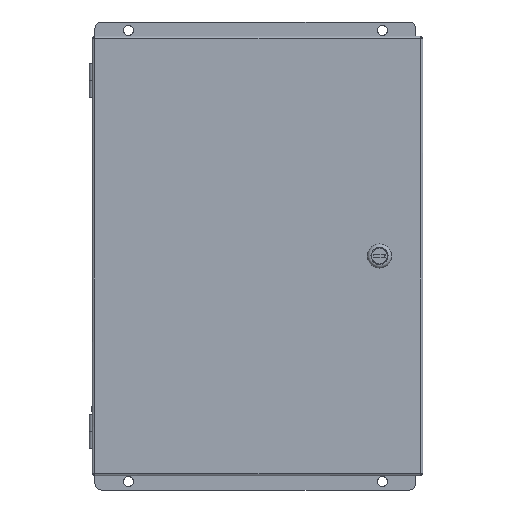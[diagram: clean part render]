
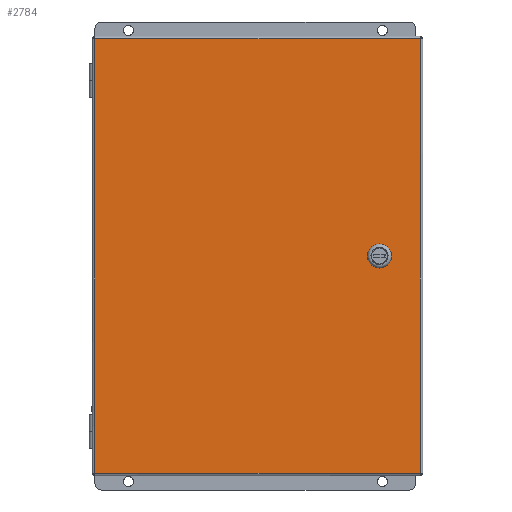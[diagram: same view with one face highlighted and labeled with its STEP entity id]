
A CAD part, front view. The second image highlights one B-rep face of the part: STEP entity #2784.
In plain terms, the highlighted planar face has unit normal (0, -1, 0).
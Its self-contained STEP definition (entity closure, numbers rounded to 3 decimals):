
#2784 = ADVANCED_FACE( '', ( #5992, #5993 ), #5994, .T. );
#5992 = FACE_BOUND( '', #23611, .T. );
#5993 = FACE_OUTER_BOUND( '', #23612, .T. );
#5994 = PLANE( '', #23613 );
#23611 = EDGE_LOOP( '', ( #44807, #44808, #44809, #44810 ) );
#23612 = EDGE_LOOP( '', ( #44811, #44812, #44813, #44814 ) );
#23613 = AXIS2_PLACEMENT_3D( '', #44815, #44816, #44817 );
#44807 = ORIENTED_EDGE( '', *, *, #52083, .F. );
#44808 = ORIENTED_EDGE( '', *, *, #52300, .F. );
#44809 = ORIENTED_EDGE( '', *, *, #53848, .F. );
#44810 = ORIENTED_EDGE( '', *, *, #52407, .F. );
#44811 = ORIENTED_EDGE( '', *, *, #53849, .T. );
#44812 = ORIENTED_EDGE( '', *, *, #53850, .F. );
#44813 = ORIENTED_EDGE( '', *, *, #53851, .F. );
#44814 = ORIENTED_EDGE( '', *, *, #51775, .F. );
#44815 = CARTESIAN_POINT( '', ( 0., 0., 0. ) );
#44816 = DIRECTION( '', ( 0., -1., 0. ) );
#44817 = DIRECTION( '', ( 0., 0., -1. ) );
#51775 = EDGE_CURVE( '', #55370, #56047, #56048, .T. );
#52083 = EDGE_CURVE( '', #56579, #56581, #56582, .T. );
#52300 = EDGE_CURVE( '', #56940, #56579, #56942, .T. );
#52407 = EDGE_CURVE( '', #56581, #57114, #57115, .T. );
#53848 = EDGE_CURVE( '', #57114, #56940, #59320, .T. );
#53849 = EDGE_CURVE( '', #55370, #55877, #59321, .T. );
#53850 = EDGE_CURVE( '', #56784, #55877, #59322, .T. );
#53851 = EDGE_CURVE( '', #56047, #56784, #59323, .T. );
#55370 = VERTEX_POINT( '', #61188 );
#55877 = VERTEX_POINT( '', #62576 );
#56047 = VERTEX_POINT( '', #62964 );
#56048 = LINE( '', #62965, #62966 );
#56579 = VERTEX_POINT( '', #64317 );
#56581 = VERTEX_POINT( '', #64320 );
#56582 = CIRCLE( '', #64321, 9.716 );
#56784 = VERTEX_POINT( '', #64992 );
#56940 = VERTEX_POINT( '', #65418 );
#56942 = LINE( '', #65421, #65422 );
#57114 = VERTEX_POINT( '', #65810 );
#57115 = LINE( '', #65811, #65812 );
#59320 = CIRCLE( '', #70970, 9.716 );
#59321 = LINE( '', #70971, #70972 );
#59322 = LINE( '', #70973, #70974 );
#59323 = LINE( '', #70975, #70976 );
#61188 = CARTESIAN_POINT( '', ( 154.762, 0., 206.35 ) );
#62576 = CARTESIAN_POINT( '', ( -154.762, 0., 206.35 ) );
#62964 = CARTESIAN_POINT( '', ( 154.762, 0., -206.35 ) );
#62965 = CARTESIAN_POINT( '', ( 154.762, 0., 206.35 ) );
#62966 = VECTOR( '', #76142, 1000. );
#64317 = CARTESIAN_POINT( '', ( 107.696, 0., -5.322 ) );
#64320 = CARTESIAN_POINT( '', ( 123.952, 0., -5.322 ) );
#64321 = AXIS2_PLACEMENT_3D( '', #76371, #76372, #76373 );
#64992 = CARTESIAN_POINT( '', ( -154.762, 0., -206.35 ) );
#65418 = CARTESIAN_POINT( '', ( 107.696, 0., 5.322 ) );
#65421 = CARTESIAN_POINT( '', ( 107.696, 0., -5.322 ) );
#65422 = VECTOR( '', #76541, 1000. );
#65810 = CARTESIAN_POINT( '', ( 123.952, 0., 5.322 ) );
#65811 = CARTESIAN_POINT( '', ( 123.952, 0., -5.322 ) );
#65812 = VECTOR( '', #76622, 1000. );
#70970 = AXIS2_PLACEMENT_3D( '', #77679, #77680, #77681 );
#70971 = CARTESIAN_POINT( '', ( -154.762, 0., 206.35 ) );
#70972 = VECTOR( '', #77682, 1000. );
#70973 = CARTESIAN_POINT( '', ( -154.762, 0., -206.35 ) );
#70974 = VECTOR( '', #77683, 1000. );
#70975 = CARTESIAN_POINT( '', ( 154.762, 0., -206.35 ) );
#70976 = VECTOR( '', #77684, 1000. );
#76142 = DIRECTION( '', ( 0., 0., -1. ) );
#76371 = CARTESIAN_POINT( '', ( 115.824, 0., 0. ) );
#76372 = DIRECTION( '', ( 0., -1., 0. ) );
#76373 = DIRECTION( '', ( -1., 0., 0. ) );
#76541 = DIRECTION( '', ( 0., 0., -1. ) );
#76622 = DIRECTION( '', ( 0., 0., 1. ) );
#77679 = CARTESIAN_POINT( '', ( 115.824, 0., 0. ) );
#77680 = DIRECTION( '', ( 0., -1., 0. ) );
#77681 = DIRECTION( '', ( -1., 0., 0. ) );
#77682 = DIRECTION( '', ( -1., 0., 0. ) );
#77683 = DIRECTION( '', ( 0., 0., 1. ) );
#77684 = DIRECTION( '', ( -1., 0., 0. ) );
